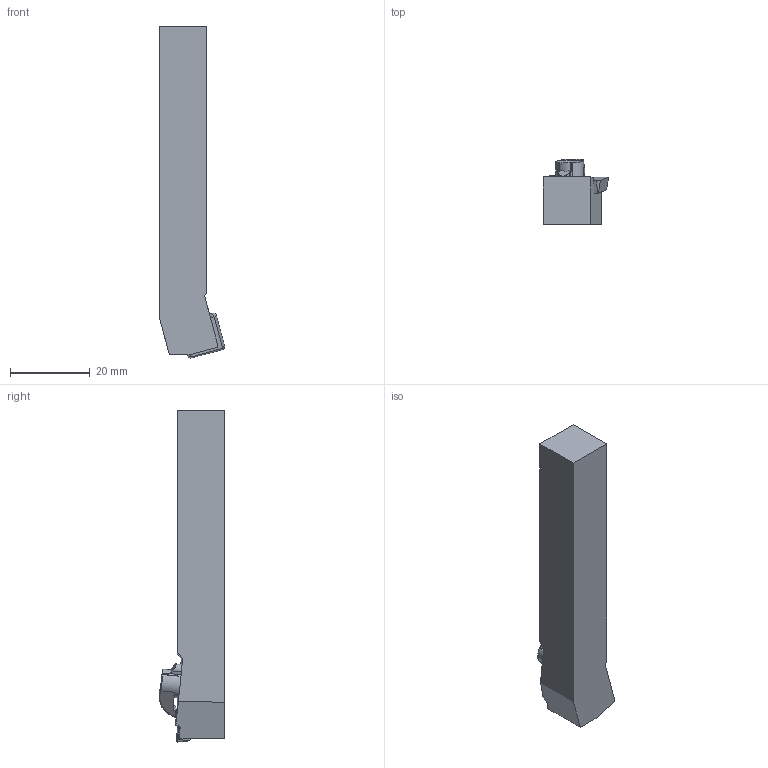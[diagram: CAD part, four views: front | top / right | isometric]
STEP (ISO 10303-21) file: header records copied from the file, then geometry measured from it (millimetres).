
FILE_DESCRIPTION(/* description */ ('3-D model version:1'),/* implementation_level */ '2;1');
FILE_NAME(/* name */ 'CSKPL 1212F 09',/* time_stamp */ '2015-11-10T10:04:41+01:00',/* author */ ('InteractiveCad'),/* organization */ ('AB Sandvik Coromant'),/* preprocessor_version */ 'ST-DEVELOPER v15',/* originating_system */ 'SIEMENS PLM Software NX 8.5',/* authorisation */ '');
FILE_SCHEMA (('AP203_CONFIGURATION_CONTROLLED_3D_DESIGN_OF_MECHANICAL_PARTS_AND_ASSEMBLIES_MIM_LF { 1 0 10303 403 2 1 2}'));
Length unit declared in the file: millimetre
Products named in the file (1): CSKPL_1212F_09_SIM
Bounding box: 16.38 x 16.46 x 83.35 mm (x, y, z)
Volume: 12068.4 mm3; surface area: 4784.2 mm2
Topology: 3 solids, 3 shells, 74 faces, 197 edges, 128 vertices
Faces by surface type: plane 43, cylinder 16, torus 6, cone 4, bspline 3, sphere 2
Entity records: 2699 total; most frequent: CARTESIAN_POINT 810, ORIENTED_EDGE 388, DIRECTION 348, EDGE_CURVE 194, VERTEX_POINT 126, AXIS2_PLACEMENT_3D 119, LINE 110, VECTOR 110
